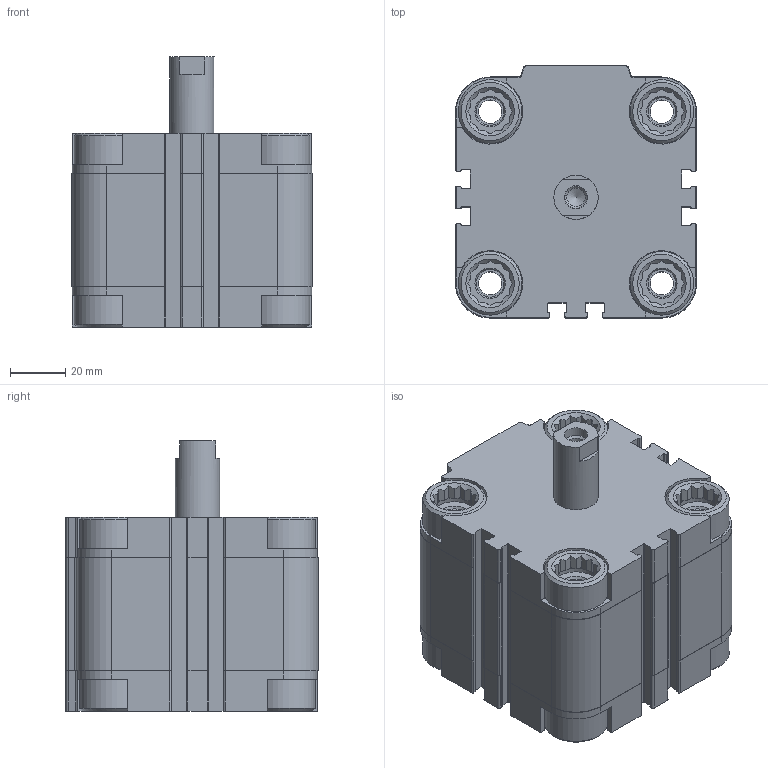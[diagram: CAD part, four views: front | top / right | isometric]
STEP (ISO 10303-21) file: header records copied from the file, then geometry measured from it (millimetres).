
FILE_DESCRIPTION(/* description */ ('STEP AP214'),/* implementation_level */ '2;1');
FILE_NAME(/* name */ '157242_AEVUZ-63-20-P-A',/* time_stamp */ '2024-08-02T21:15:31+02:00',/* author */ ('License CC BY-ND 4.0'),/* organization */ ('CADENAS'),/* preprocessor_version */ 'ST-DEVELOPER v19.3',/* originating_system */ 'PARTsolutions',/* authorisation */ ' ');
FILE_SCHEMA (('AUTOMOTIVE_DESIGN {1 0 10303 214 3 1 1}'));
Length unit declared in the file: millimetre
Products named in the file (4): 157242 AEVUZ-63-20-P-A---(0); 157242 AEVUZ-63-20-P-A---(0_ZR); 157242 AEVUZ-63-20-P-A---(KS); 340116 G1/8-AEVU
Assembly tree (3 placements, depth 2):
  157242 AEVUZ-63-20-P-A---(0)
    157242 AEVUZ-63-20-P-A---(0_ZR)
    157242 AEVUZ-63-20-P-A---(KS)
    340116 G1/8-AEVU
Bounding box: 87 x 91 x 97.5 mm (x, y, z)
Volume: 415511.1 mm3; surface area: 86833.5 mm2
Topology: 3 solids, 3 shells, 555 faces, 1484 edges, 982 vertices
Faces by surface type: plane 375, cylinder 145, cone 35
Full cylindrical faces by diameter (mm): 6.2 x1, 6.647 x1, 8 x1, 8.3 x1, 8.376 x8, 8.4 x1, 8.566 x2, 15.4 x4, 16 x2, 16.5 x8, 23 x8, 63 x2
Entity records: 17133 total; most frequent: CARTESIAN_POINT 3536, ORIENTED_EDGE 2808, DIRECTION 2656, EDGE_CURVE 1404, VERTEX_POINT 977, AXIS2_PLACEMENT_3D 891, LINE 874, VECTOR 874
